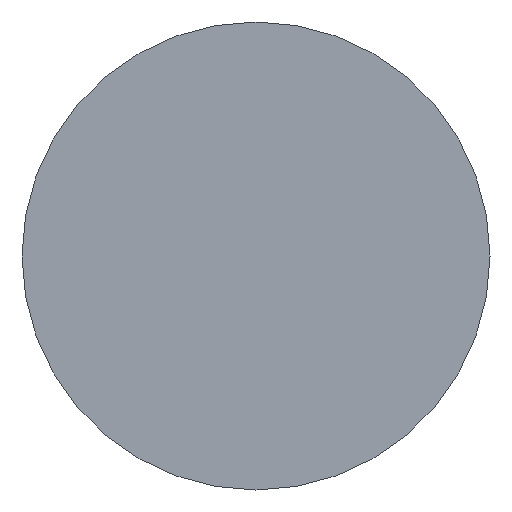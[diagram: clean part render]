
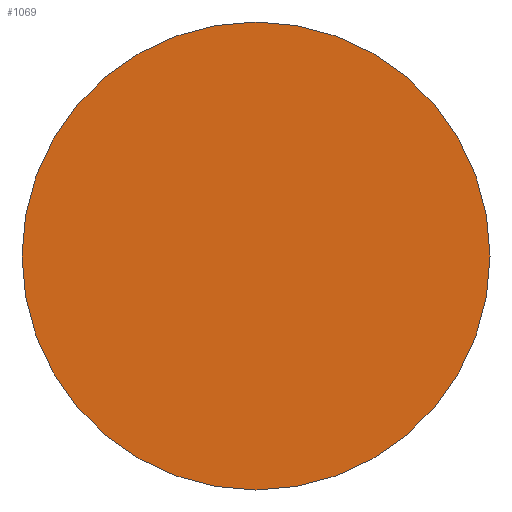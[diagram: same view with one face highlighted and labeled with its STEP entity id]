
A CAD part, front view. The second image highlights one B-rep face of the part: STEP entity #1069.
In plain terms, the highlighted planar face has unit normal (0, -1, 0).
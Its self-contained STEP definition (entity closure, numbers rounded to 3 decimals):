
#91 = AXIS2_PLACEMENT_3D ( 'NONE', #242, #1423, #233 ) ;
#95 = EDGE_CURVE ( 'NONE', #761, #1477, #1104, .T. ) ;
#181 = AXIS2_PLACEMENT_3D ( 'NONE', #1067, #1330, #1186 ) ;
#233 = DIRECTION ( 'NONE',  ( 1., 0., 0. ) ) ;
#236 = ORIENTED_EDGE ( 'NONE', *, *, #95, .T. ) ;
#242 = CARTESIAN_POINT ( 'NONE',  ( 0., 0., 0. ) ) ;
#289 = CIRCLE ( 'NONE', #91, 25. ) ;
#324 = ORIENTED_EDGE ( 'NONE', *, *, #856, .T. ) ;
#603 = DIRECTION ( 'NONE',  ( 0., -1., 0. ) ) ;
#636 = FACE_OUTER_BOUND ( 'NONE', #1627, .T. ) ;
#761 = VERTEX_POINT ( 'NONE', #876 ) ;
#781 = CARTESIAN_POINT ( 'NONE',  ( -25., 0., 0. ) ) ;
#856 = EDGE_CURVE ( 'NONE', #1477, #761, #289, .T. ) ;
#876 = CARTESIAN_POINT ( 'NONE',  ( 25., 0., 0. ) ) ;
#901 = AXIS2_PLACEMENT_3D ( 'NONE', #1294, #603, #1534 ) ;
#1067 = CARTESIAN_POINT ( 'NONE',  ( 0., 0., 0. ) ) ;
#1069 = ADVANCED_FACE ( 'NONE', ( #636 ), #1163, .F. ) ;
#1104 = CIRCLE ( 'NONE', #901, 25. ) ;
#1163 = PLANE ( 'NONE',  #181 ) ;
#1186 = DIRECTION ( 'NONE',  ( -1., 0., 0. ) ) ;
#1294 = CARTESIAN_POINT ( 'NONE',  ( 0., 0., 0. ) ) ;
#1330 = DIRECTION ( 'NONE',  ( 0., 1., 0. ) ) ;
#1423 = DIRECTION ( 'NONE',  ( 0., -1., 0. ) ) ;
#1477 = VERTEX_POINT ( 'NONE', #781 ) ;
#1534 = DIRECTION ( 'NONE',  ( 1., 0., 0. ) ) ;
#1627 = EDGE_LOOP ( 'NONE', ( #236, #324 ) ) ;
